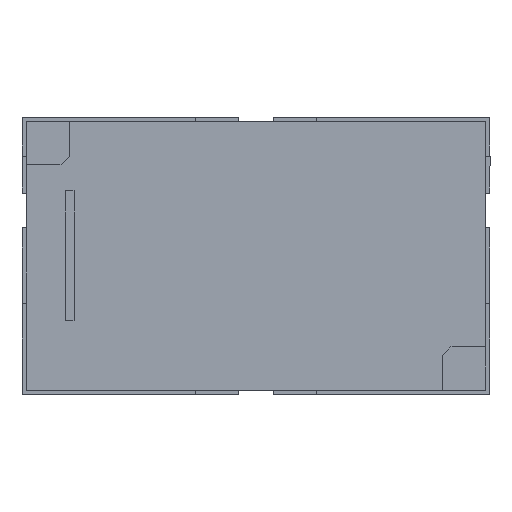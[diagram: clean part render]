
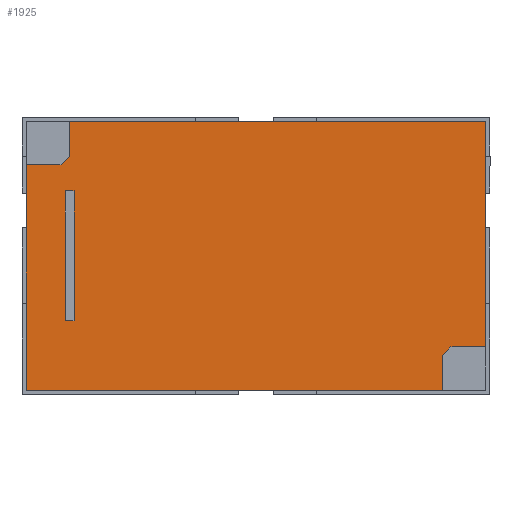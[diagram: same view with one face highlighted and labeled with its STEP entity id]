
A CAD part, top view. The second image highlights one B-rep face of the part: STEP entity #1925.
In plain terms, the highlighted planar face has unit normal (0, 0, 1).
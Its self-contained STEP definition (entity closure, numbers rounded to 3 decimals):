
#1417=CARTESIAN_POINT('',(-2.2,-0.75,1.35));
#1418=VERTEX_POINT('',#1417);
#1425=CARTESIAN_POINT('',(-2.1,-0.75,1.35));
#1426=VERTEX_POINT('',#1425);
#1427=CARTESIAN_POINT('',(-2.1,-0.75,1.35));
#1428=DIRECTION('',(-1.0,0.0,0.0));
#1429=VECTOR('',#1428,0.1);
#1430=LINE('',#1427,#1429);
#1431=EDGE_CURVE('',#1426,#1418,#1430,.T.);
#1448=CARTESIAN_POINT('',(-2.2,0.75,1.35));
#1449=VERTEX_POINT('',#1448);
#1456=CARTESIAN_POINT('',(-2.2,-0.75,1.35));
#1457=DIRECTION('',(0.0,1.0,0.0));
#1458=VECTOR('',#1457,1.5);
#1459=LINE('',#1456,#1458);
#1460=EDGE_CURVE('',#1418,#1449,#1459,.T.);
#1472=CARTESIAN_POINT('',(-2.1,0.75,1.35));
#1473=VERTEX_POINT('',#1472);
#1480=CARTESIAN_POINT('',(-2.2,0.75,1.35));
#1481=DIRECTION('',(1.0,0.0,0.0));
#1482=VECTOR('',#1481,0.1);
#1483=LINE('',#1480,#1482);
#1484=EDGE_CURVE('',#1449,#1473,#1483,.T.);
#1497=CARTESIAN_POINT('',(-2.1,0.75,1.35));
#1498=DIRECTION('',(0.0,-1.0,0.0));
#1499=VECTOR('',#1498,1.5);
#1500=LINE('',#1497,#1499);
#1501=EDGE_CURVE('',#1473,#1426,#1500,.T.);
#1513=CARTESIAN_POINT('',(-2.25,1.05,1.35));
#1514=VERTEX_POINT('',#1513);
#1515=CARTESIAN_POINT('',(-2.65,1.05,1.35));
#1516=VERTEX_POINT('',#1515);
#1517=CARTESIAN_POINT('',(-2.25,1.05,1.35));
#1518=DIRECTION('',(-1.0,0.0,0.0));
#1519=VECTOR('',#1518,0.4);
#1520=LINE('',#1517,#1519);
#1521=EDGE_CURVE('',#1514,#1516,#1520,.T.);
#1592=CARTESIAN_POINT('',(-2.15,1.15,1.35));
#1593=VERTEX_POINT('',#1592);
#1594=CARTESIAN_POINT('',(-2.15,1.15,1.35));
#1595=DIRECTION('',(-0.707,-0.707,0.0));
#1596=VECTOR('',#1595,0.141);
#1597=LINE('',#1594,#1596);
#1598=EDGE_CURVE('',#1593,#1514,#1597,.T.);
#1616=CARTESIAN_POINT('',(-2.15,1.55,1.35));
#1617=VERTEX_POINT('',#1616);
#1618=CARTESIAN_POINT('',(-2.15,1.55,1.35));
#1619=DIRECTION('',(0.0,-1.0,0.0));
#1620=VECTOR('',#1619,0.4);
#1621=LINE('',#1618,#1620);
#1622=EDGE_CURVE('',#1617,#1593,#1621,.T.);
#1640=CARTESIAN_POINT('',(2.25,-1.05,1.35));
#1641=VERTEX_POINT('',#1640);
#1642=CARTESIAN_POINT('',(2.65,-1.05,1.35));
#1643=VERTEX_POINT('',#1642);
#1644=CARTESIAN_POINT('',(2.25,-1.05,1.35));
#1645=DIRECTION('',(1.0,0.0,0.0));
#1646=VECTOR('',#1645,0.4);
#1647=LINE('',#1644,#1646);
#1648=EDGE_CURVE('',#1641,#1643,#1647,.T.);
#1719=CARTESIAN_POINT('',(2.15,-1.15,1.35));
#1720=VERTEX_POINT('',#1719);
#1721=CARTESIAN_POINT('',(2.15,-1.15,1.35));
#1722=DIRECTION('',(0.707,0.707,0.0));
#1723=VECTOR('',#1722,0.141);
#1724=LINE('',#1721,#1723);
#1725=EDGE_CURVE('',#1720,#1641,#1724,.T.);
#1743=CARTESIAN_POINT('',(2.15,-1.55,1.35));
#1744=VERTEX_POINT('',#1743);
#1745=CARTESIAN_POINT('',(2.15,-1.55,1.35));
#1746=DIRECTION('',(0.0,1.0,0.0));
#1747=VECTOR('',#1746,0.4);
#1748=LINE('',#1745,#1747);
#1749=EDGE_CURVE('',#1744,#1720,#1748,.T.);
#1785=CARTESIAN_POINT('',(-2.65,-1.55,1.35));
#1786=VERTEX_POINT('',#1785);
#1793=CARTESIAN_POINT('',(-2.65,1.05,1.35));
#1794=DIRECTION('',(0.0,-1.0,0.0));
#1795=VECTOR('',#1794,2.6);
#1796=LINE('',#1793,#1795);
#1797=EDGE_CURVE('',#1516,#1786,#1796,.T.);
#1809=CARTESIAN_POINT('',(2.65,1.55,1.35));
#1810=VERTEX_POINT('',#1809);
#1811=CARTESIAN_POINT('',(2.65,1.55,1.35));
#1812=DIRECTION('',(-1.0,0.0,0.0));
#1813=VECTOR('',#1812,4.8);
#1814=LINE('',#1811,#1813);
#1815=EDGE_CURVE('',#1810,#1617,#1814,.T.);
#1857=CARTESIAN_POINT('',(2.65,-1.05,1.35));
#1858=DIRECTION('',(0.0,1.0,0.0));
#1859=VECTOR('',#1858,2.6);
#1860=LINE('',#1857,#1859);
#1861=EDGE_CURVE('',#1643,#1810,#1860,.T.);
#1873=CARTESIAN_POINT('',(-2.65,-1.55,1.35));
#1874=DIRECTION('',(1.0,0.0,0.0));
#1875=VECTOR('',#1874,4.8);
#1876=LINE('',#1873,#1875);
#1877=EDGE_CURVE('',#1786,#1744,#1876,.T.);
#1902=CARTESIAN_POINT('',(-2.915,-1.705,1.35));
#1903=DIRECTION('',(0.0,0.0,-1.0));
#1904=DIRECTION('',(0.0,1.0,0.0));
#1905=AXIS2_PLACEMENT_3D('',#1902,#1903,#1904);
#1906=PLANE('',#1905);
#1907=ORIENTED_EDGE('',*,*,#1521,.T.);
#1908=ORIENTED_EDGE('',*,*,#1797,.T.);
#1909=ORIENTED_EDGE('',*,*,#1877,.T.);
#1910=ORIENTED_EDGE('',*,*,#1749,.T.);
#1911=ORIENTED_EDGE('',*,*,#1725,.T.);
#1912=ORIENTED_EDGE('',*,*,#1648,.T.);
#1913=ORIENTED_EDGE('',*,*,#1861,.T.);
#1914=ORIENTED_EDGE('',*,*,#1815,.T.);
#1915=ORIENTED_EDGE('',*,*,#1622,.T.);
#1916=ORIENTED_EDGE('',*,*,#1598,.T.);
#1917=EDGE_LOOP('',(#1907,#1908,#1909,#1910,#1911,#1912,#1913,#1914,#1915,#1916));
#1918=FACE_OUTER_BOUND('',#1917,.T.);
#1919=ORIENTED_EDGE('',*,*,#1431,.T.);
#1920=ORIENTED_EDGE('',*,*,#1460,.T.);
#1921=ORIENTED_EDGE('',*,*,#1484,.T.);
#1922=ORIENTED_EDGE('',*,*,#1501,.T.);
#1923=EDGE_LOOP('',(#1919,#1920,#1921,#1922));
#1924=FACE_BOUND('',#1923,.T.);
#1925=ADVANCED_FACE('',(#1918,#1924),#1906,.F.);
